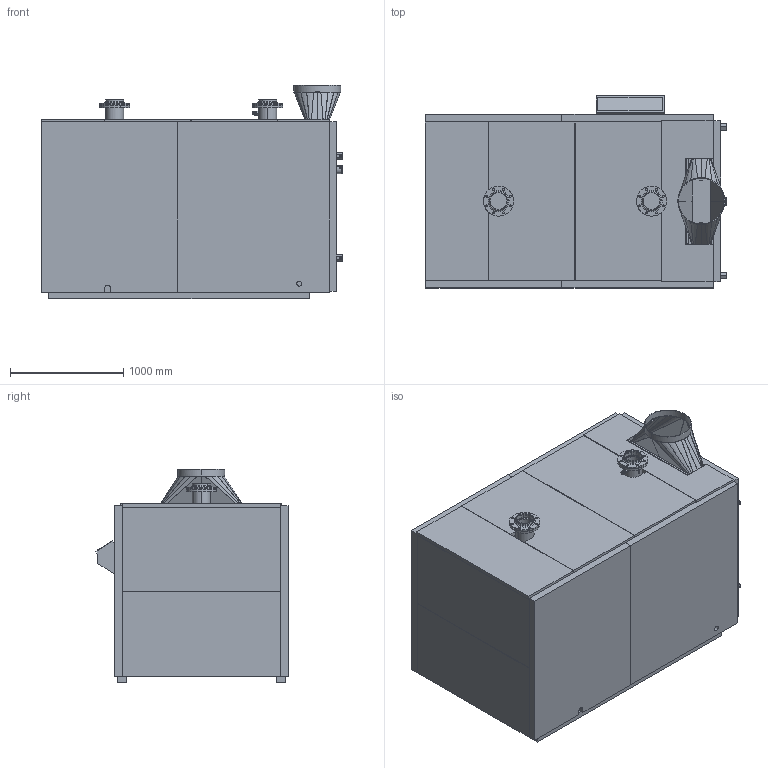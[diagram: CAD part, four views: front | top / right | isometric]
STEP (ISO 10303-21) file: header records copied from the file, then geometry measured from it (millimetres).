
FILE_DESCRIPTION(('CATIA V5 STEP Exchange'),'2;1');
FILE_NAME('4213275_00_CompactGas_(1400).stp','2014-06-25T13:35:10+00:00',('N.N.'),('Hovalwerke AG FL-9490 Vaduz'),'CATIA Version 5 Release 20 SP 7 (IN-10)','CATIA V5 STEP AP203','none');
FILE_SCHEMA(('CONFIG_CONTROL_DESIGN'));
Length unit declared in the file: millimetre
Products named in the file (4): 4213275_CompactGas(1400) Planderdaten 3D CSM_10508004_C83_000_00; _6017188_10508025_C83_000_00; _6002042_V_10508016_C83_000_00; _6017187_10508013_C83_000_00
Assembly tree (29 placements, depth 3):
  4213275_CompactGas(1400) Planderdaten 3D CSM_10508004_C83_000_00
    #58
    #4159
    #6895  x4
    _6017188_10508025_C83_000_00
      #7918
      #9576  x2
      #12471  x2
      #15366
      #16502  x2
    _6002042_V_10508016_C83_000_00
      #16713
      #16995
      #17331
    _6017187_10508013_C83_000_00
      #18041
      #17331
    #18238  x2
    #19175
    #20226
    #20528
    #21068
    #21589
Bounding box: 2660 x 1694.36 x 1886 mm (x, y, z)
Volume: 3231877641 mm3; surface area: 45808125 mm2
Topology: 40 solids, 40 shells, 876 faces, 2153 edges, 1385 vertices
Faces by surface type: plane 358, cylinder 244, bspline 198, cone 64, torus 10, revolution 2
Entity records: 21977 total; most frequent: CARTESIAN_POINT 8547, ORIENTED_EDGE 3042, DIRECTION 1879, EDGE_CURVE 1521, VERTEX_POINT 985, VECTOR 757, LINE 757, EDGE_LOOP 728
